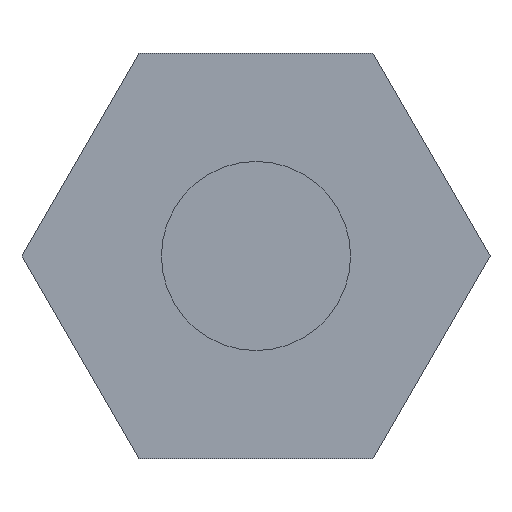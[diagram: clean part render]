
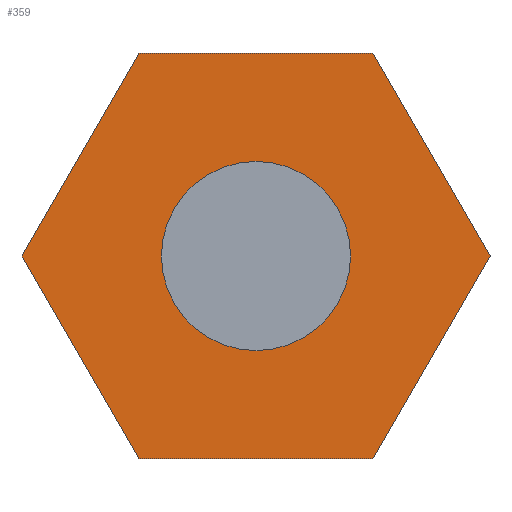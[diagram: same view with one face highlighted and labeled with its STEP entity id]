
A CAD part, front view. The second image highlights one B-rep face of the part: STEP entity #359.
In plain terms, the highlighted planar face has unit normal (0, -1, 0).
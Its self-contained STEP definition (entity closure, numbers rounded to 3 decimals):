
#44 = PLANE('',#45);
#45 = AXIS2_PLACEMENT_3D('',#46,#47,#48);
#46 = CARTESIAN_POINT('',(-2.598,0.,1.5));
#47 = DIRECTION('',(0.866,0.,-0.5));
#48 = DIRECTION('',(0.5,0.,0.866));
#72 = PLANE('',#73);
#73 = AXIS2_PLACEMENT_3D('',#74,#75,#76);
#74 = CARTESIAN_POINT('',(1.732,0.,3.));
#75 = DIRECTION('',(0.,0.,1.));
#76 = DIRECTION('',(0.,-1.,0.));
#100 = PLANE('',#101);
#101 = AXIS2_PLACEMENT_3D('',#102,#103,#104);
#102 = CARTESIAN_POINT('',(3.464,0.,
    0.));
#103 = DIRECTION('',(0.866,0.,0.5));
#104 = DIRECTION('',(-0.5,0.,0.866));
#128 = PLANE('',#129);
#129 = AXIS2_PLACEMENT_3D('',#130,#131,#132);
#130 = CARTESIAN_POINT('',(1.732,0.,-3.));
#131 = DIRECTION('',(0.866,0.,-0.5));
#132 = DIRECTION('',(0.5,0.,0.866));
#156 = PLANE('',#157);
#157 = AXIS2_PLACEMENT_3D('',#158,#159,#160);
#158 = CARTESIAN_POINT('',(-1.732,0.,-3.));
#159 = DIRECTION('',(0.,0.,-1.));
#160 = DIRECTION('',(0.,1.,0.));
#182 = PLANE('',#183);
#183 = AXIS2_PLACEMENT_3D('',#184,#185,#186);
#184 = CARTESIAN_POINT('',(-2.598,0.,-1.5));
#185 = DIRECTION('',(0.866,0.,0.5));
#186 = DIRECTION('',(-0.5,0.,0.866));
#288 = VERTEX_POINT('',#289);
#289 = CARTESIAN_POINT('',(-1.732,-14.,3.));
#312 = VERTEX_POINT('',#313);
#313 = CARTESIAN_POINT('',(-3.464,-14.,0.));
#334 = EDGE_CURVE('',#288,#312,#335,.T.);
#335 = SURFACE_CURVE('',#336,(#340,#347),.PCURVE_S1.);
#336 = LINE('',#337,#338);
#337 = CARTESIAN_POINT('',(-1.732,-14.,3.));
#338 = VECTOR('',#339,1.);
#339 = DIRECTION('',(-0.5,0.,-0.866));
#340 = PCURVE('',#44,#341);
#341 = DEFINITIONAL_REPRESENTATION('',(#342),#346);
#342 = LINE('',#343,#344);
#343 = CARTESIAN_POINT('',(1.732,14.));
#344 = VECTOR('',#345,1.);
#345 = DIRECTION('',(-1.,0.));
#346 = ( GEOMETRIC_REPRESENTATION_CONTEXT(2) 
PARAMETRIC_REPRESENTATION_CONTEXT() REPRESENTATION_CONTEXT('2D SPACE',''
  ) );
#347 = PCURVE('',#348,#353);
#348 = PLANE('',#349);
#349 = AXIS2_PLACEMENT_3D('',#350,#351,#352);
#350 = CARTESIAN_POINT('',(-1.732,-14.,3.));
#351 = DIRECTION('',(0.,1.,0.));
#352 = DIRECTION('',(-1.,0.,0.));
#353 = DEFINITIONAL_REPRESENTATION('',(#354),#358);
#354 = LINE('',#355,#356);
#355 = CARTESIAN_POINT('',(0.,0.));
#356 = VECTOR('',#357,1.);
#357 = DIRECTION('',(0.5,-0.866));
#358 = ( GEOMETRIC_REPRESENTATION_CONTEXT(2) 
PARAMETRIC_REPRESENTATION_CONTEXT() REPRESENTATION_CONTEXT('2D SPACE',''
  ) );
#359 = ADVANCED_FACE('',(#360,#476),#348,.F.);
#360 = FACE_BOUND('',#361,.F.);
#361 = EDGE_LOOP('',(#362,#363,#386,#409,#432,#455));
#362 = ORIENTED_EDGE('',*,*,#334,.F.);
#363 = ORIENTED_EDGE('',*,*,#364,.F.);
#364 = EDGE_CURVE('',#365,#288,#367,.T.);
#365 = VERTEX_POINT('',#366);
#366 = CARTESIAN_POINT('',(1.732,-14.,3.));
#367 = SURFACE_CURVE('',#368,(#372,#379),.PCURVE_S1.);
#368 = LINE('',#369,#370);
#369 = CARTESIAN_POINT('',(1.732,-14.,3.));
#370 = VECTOR('',#371,1.);
#371 = DIRECTION('',(-1.,0.,0.));
#372 = PCURVE('',#348,#373);
#373 = DEFINITIONAL_REPRESENTATION('',(#374),#378);
#374 = LINE('',#375,#376);
#375 = CARTESIAN_POINT('',(-3.464,0.));
#376 = VECTOR('',#377,1.);
#377 = DIRECTION('',(1.,0.));
#378 = ( GEOMETRIC_REPRESENTATION_CONTEXT(2) 
PARAMETRIC_REPRESENTATION_CONTEXT() REPRESENTATION_CONTEXT('2D SPACE',''
  ) );
#379 = PCURVE('',#72,#380);
#380 = DEFINITIONAL_REPRESENTATION('',(#381),#385);
#381 = LINE('',#382,#383);
#382 = CARTESIAN_POINT('',(14.,0.));
#383 = VECTOR('',#384,1.);
#384 = DIRECTION('',(0.,-1.));
#385 = ( GEOMETRIC_REPRESENTATION_CONTEXT(2) 
PARAMETRIC_REPRESENTATION_CONTEXT() REPRESENTATION_CONTEXT('2D SPACE',''
  ) );
#386 = ORIENTED_EDGE('',*,*,#387,.F.);
#387 = EDGE_CURVE('',#388,#365,#390,.T.);
#388 = VERTEX_POINT('',#389);
#389 = CARTESIAN_POINT('',(3.464,-14.,0.));
#390 = SURFACE_CURVE('',#391,(#395,#402),.PCURVE_S1.);
#391 = LINE('',#392,#393);
#392 = CARTESIAN_POINT('',(3.464,-14.,0.));
#393 = VECTOR('',#394,1.);
#394 = DIRECTION('',(-0.5,0.,0.866));
#395 = PCURVE('',#348,#396);
#396 = DEFINITIONAL_REPRESENTATION('',(#397),#401);
#397 = LINE('',#398,#399);
#398 = CARTESIAN_POINT('',(-5.196,-3.));
#399 = VECTOR('',#400,1.);
#400 = DIRECTION('',(0.5,0.866));
#401 = ( GEOMETRIC_REPRESENTATION_CONTEXT(2) 
PARAMETRIC_REPRESENTATION_CONTEXT() REPRESENTATION_CONTEXT('2D SPACE',''
  ) );
#402 = PCURVE('',#100,#403);
#403 = DEFINITIONAL_REPRESENTATION('',(#404),#408);
#404 = LINE('',#405,#406);
#405 = CARTESIAN_POINT('',(0.,14.));
#406 = VECTOR('',#407,1.);
#407 = DIRECTION('',(1.,0.));
#408 = ( GEOMETRIC_REPRESENTATION_CONTEXT(2) 
PARAMETRIC_REPRESENTATION_CONTEXT() REPRESENTATION_CONTEXT('2D SPACE',''
  ) );
#409 = ORIENTED_EDGE('',*,*,#410,.F.);
#410 = EDGE_CURVE('',#411,#388,#413,.T.);
#411 = VERTEX_POINT('',#412);
#412 = CARTESIAN_POINT('',(1.732,-14.,-3.));
#413 = SURFACE_CURVE('',#414,(#418,#425),.PCURVE_S1.);
#414 = LINE('',#415,#416);
#415 = CARTESIAN_POINT('',(1.732,-14.,-3.));
#416 = VECTOR('',#417,1.);
#417 = DIRECTION('',(0.5,0.,0.866));
#418 = PCURVE('',#348,#419);
#419 = DEFINITIONAL_REPRESENTATION('',(#420),#424);
#420 = LINE('',#421,#422);
#421 = CARTESIAN_POINT('',(-3.464,-6.));
#422 = VECTOR('',#423,1.);
#423 = DIRECTION('',(-0.5,0.866));
#424 = ( GEOMETRIC_REPRESENTATION_CONTEXT(2) 
PARAMETRIC_REPRESENTATION_CONTEXT() REPRESENTATION_CONTEXT('2D SPACE',''
  ) );
#425 = PCURVE('',#128,#426);
#426 = DEFINITIONAL_REPRESENTATION('',(#427),#431);
#427 = LINE('',#428,#429);
#428 = CARTESIAN_POINT('',(0.,14.));
#429 = VECTOR('',#430,1.);
#430 = DIRECTION('',(1.,0.));
#431 = ( GEOMETRIC_REPRESENTATION_CONTEXT(2) 
PARAMETRIC_REPRESENTATION_CONTEXT() REPRESENTATION_CONTEXT('2D SPACE',''
  ) );
#432 = ORIENTED_EDGE('',*,*,#433,.F.);
#433 = EDGE_CURVE('',#434,#411,#436,.T.);
#434 = VERTEX_POINT('',#435);
#435 = CARTESIAN_POINT('',(-1.732,-14.,-3.));
#436 = SURFACE_CURVE('',#437,(#441,#448),.PCURVE_S1.);
#437 = LINE('',#438,#439);
#438 = CARTESIAN_POINT('',(-1.732,-14.,-3.));
#439 = VECTOR('',#440,1.);
#440 = DIRECTION('',(1.,0.,0.));
#441 = PCURVE('',#348,#442);
#442 = DEFINITIONAL_REPRESENTATION('',(#443),#447);
#443 = LINE('',#444,#445);
#444 = CARTESIAN_POINT('',(-0.,-6.));
#445 = VECTOR('',#446,1.);
#446 = DIRECTION('',(-1.,0.));
#447 = ( GEOMETRIC_REPRESENTATION_CONTEXT(2) 
PARAMETRIC_REPRESENTATION_CONTEXT() REPRESENTATION_CONTEXT('2D SPACE',''
  ) );
#448 = PCURVE('',#156,#449);
#449 = DEFINITIONAL_REPRESENTATION('',(#450),#454);
#450 = LINE('',#451,#452);
#451 = CARTESIAN_POINT('',(-14.,0.));
#452 = VECTOR('',#453,1.);
#453 = DIRECTION('',(0.,1.));
#454 = ( GEOMETRIC_REPRESENTATION_CONTEXT(2) 
PARAMETRIC_REPRESENTATION_CONTEXT() REPRESENTATION_CONTEXT('2D SPACE',''
  ) );
#455 = ORIENTED_EDGE('',*,*,#456,.F.);
#456 = EDGE_CURVE('',#312,#434,#457,.T.);
#457 = SURFACE_CURVE('',#458,(#462,#469),.PCURVE_S1.);
#458 = LINE('',#459,#460);
#459 = CARTESIAN_POINT('',(-3.464,-14.,0.));
#460 = VECTOR('',#461,1.);
#461 = DIRECTION('',(0.5,0.,-0.866));
#462 = PCURVE('',#348,#463);
#463 = DEFINITIONAL_REPRESENTATION('',(#464),#468);
#464 = LINE('',#465,#466);
#465 = CARTESIAN_POINT('',(1.732,-3.));
#466 = VECTOR('',#467,1.);
#467 = DIRECTION('',(-0.5,-0.866));
#468 = ( GEOMETRIC_REPRESENTATION_CONTEXT(2) 
PARAMETRIC_REPRESENTATION_CONTEXT() REPRESENTATION_CONTEXT('2D SPACE',''
  ) );
#469 = PCURVE('',#182,#470);
#470 = DEFINITIONAL_REPRESENTATION('',(#471),#475);
#471 = LINE('',#472,#473);
#472 = CARTESIAN_POINT('',(1.732,14.));
#473 = VECTOR('',#474,1.);
#474 = DIRECTION('',(-1.,0.));
#475 = ( GEOMETRIC_REPRESENTATION_CONTEXT(2) 
PARAMETRIC_REPRESENTATION_CONTEXT() REPRESENTATION_CONTEXT('2D SPACE',''
  ) );
#476 = FACE_BOUND('',#477,.F.);
#477 = EDGE_LOOP('',(#478));
#478 = ORIENTED_EDGE('',*,*,#479,.T.);
#479 = EDGE_CURVE('',#480,#480,#482,.T.);
#480 = VERTEX_POINT('',#481);
#481 = CARTESIAN_POINT('',(1.4,-14.,0.));
#482 = SURFACE_CURVE('',#483,(#488,#499),.PCURVE_S1.);
#483 = CIRCLE('',#484,1.4);
#484 = AXIS2_PLACEMENT_3D('',#485,#486,#487);
#485 = CARTESIAN_POINT('',(0.,-14.,0.));
#486 = DIRECTION('',(0.,-1.,0.));
#487 = DIRECTION('',(1.,0.,0.));
#488 = PCURVE('',#348,#489);
#489 = DEFINITIONAL_REPRESENTATION('',(#490),#498);
#490 = ( BOUNDED_CURVE() B_SPLINE_CURVE(2,(#491,#492,#493,#494,#495,#496
,#497),.UNSPECIFIED.,.T.,.F.) B_SPLINE_CURVE_WITH_KNOTS((1,2,2,2,2,1),(
    -2.094,0.,2.094,4.189,6.283,
8.378),.UNSPECIFIED.) CURVE() GEOMETRIC_REPRESENTATION_ITEM() 
RATIONAL_B_SPLINE_CURVE((1.,0.5,1.,0.5,1.,0.5,1.)) REPRESENTATION_ITEM(
  '') );
#491 = CARTESIAN_POINT('',(-3.132,-3.));
#492 = CARTESIAN_POINT('',(-3.132,-0.575));
#493 = CARTESIAN_POINT('',(-1.032,-1.788));
#494 = CARTESIAN_POINT('',(1.068,-3.));
#495 = CARTESIAN_POINT('',(-1.032,-4.212));
#496 = CARTESIAN_POINT('',(-3.132,-5.425));
#497 = CARTESIAN_POINT('',(-3.132,-3.));
#498 = ( GEOMETRIC_REPRESENTATION_CONTEXT(2) 
PARAMETRIC_REPRESENTATION_CONTEXT() REPRESENTATION_CONTEXT('2D SPACE',''
  ) );
#499 = PCURVE('',#500,#505);
#500 = CYLINDRICAL_SURFACE('',#501,1.4);
#501 = AXIS2_PLACEMENT_3D('',#502,#503,#504);
#502 = CARTESIAN_POINT('',(0.,-14.,0.));
#503 = DIRECTION('',(0.,-1.,0.));
#504 = DIRECTION('',(1.,0.,0.));
#505 = DEFINITIONAL_REPRESENTATION('',(#506),#510);
#506 = LINE('',#507,#508);
#507 = CARTESIAN_POINT('',(0.,0.));
#508 = VECTOR('',#509,1.);
#509 = DIRECTION('',(1.,0.));
#510 = ( GEOMETRIC_REPRESENTATION_CONTEXT(2) 
PARAMETRIC_REPRESENTATION_CONTEXT() REPRESENTATION_CONTEXT('2D SPACE',''
  ) );
